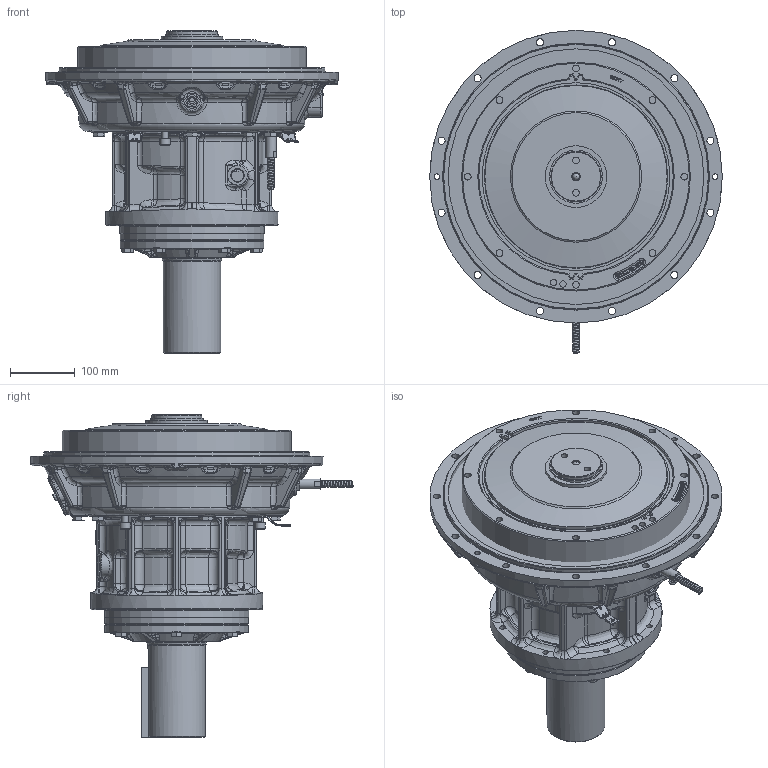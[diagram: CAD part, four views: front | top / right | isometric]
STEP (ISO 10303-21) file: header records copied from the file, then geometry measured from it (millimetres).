
FILE_DESCRIPTION (( 'STEP AP214' ), '1' );
FILE_NAME ('PX1030519B.step', '2021-03-29T20:48:42', ( 'TDI' ), ( 'Twin Disc Inc' ), 'SwSTEP 2.0', 'SolidWorks 2019', '' );
FILE_SCHEMA (( 'AUTOMOTIVE_DESIGN' ));
Length unit declared in the file: millimetre
Products named in the file (1): PX1030519B
Bounding box: 450.8 x 497.94 x 497.16 mm (x, y, z)
Surface area: 1081738.6 mm2 (no closed solid volume)
Topology: 0 solids, 97 shells, 2055 faces, 6262 edges, 4200 vertices
Faces by surface type: bspline 617, plane 568, cylinder 484, torus 171, cone 124, sphere 91
Full cylindrical faces by diameter (mm): 4.75 x2, 8 x12, 8.5 x14, 9.525 x2, 10 x3, 10.2 x3, 10.32 x8, 10.797 x1, 11 x12, 15.875 x2, 16 x3, 19.05 x2, 23 x6, 25.4 x1, 28 x2, 29.7 x1, 30.175 x3, 35 x1, 74.67 x1, 77.45 x1, 88.887 x1, 92.075 x1, 94.94 x1, 117.72 x1, 221.5 x2, 222.22 x1, 265 x1, 281 x1, 352.361 x1, 409.52 x1
Entity records: 130723 total; most frequent: CARTESIAN_POINT 59951, ORIENTED_EDGE 10156, DIRECTION 8683, EDGE_CURVE 6013, VERTEX_POINT 4120, AXIS2_PLACEMENT_3D 3373, EDGE_LOOP 2381, FACE_OUTER_BOUND 2133
